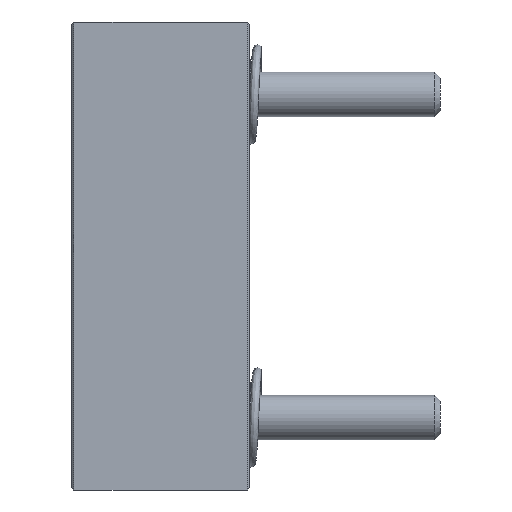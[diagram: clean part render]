
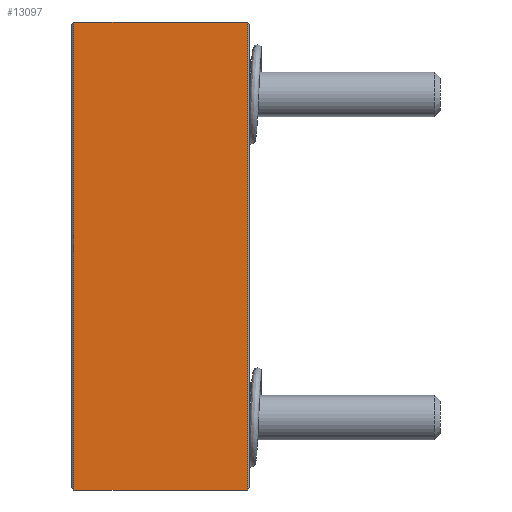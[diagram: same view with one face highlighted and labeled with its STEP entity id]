
A CAD part, left-side view. The second image highlights one B-rep face of the part: STEP entity #13097.
In plain terms, the highlighted planar face has unit normal (-1, 0, 0).
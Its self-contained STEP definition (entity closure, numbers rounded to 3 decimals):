
#117 = CARTESIAN_POINT ( 'NONE',  ( -11.5, 7.9, 0. ) ) ;
#1795 = CARTESIAN_POINT ( 'NONE',  ( -11.5, 0.1, 0. ) ) ;
#2208 = FACE_OUTER_BOUND ( 'NONE', #6325, .T. ) ;
#4791 = CARTESIAN_POINT ( 'NONE',  ( -11.5, 0.1, -21. ) ) ;
#6325 = EDGE_LOOP ( 'NONE', ( #13166, #34384, #26655, #15661 ) ) ;
#6373 = VERTEX_POINT ( 'NONE', #18917 ) ;
#9517 = CARTESIAN_POINT ( 'NONE',  ( -11.5, 8., -21. ) ) ;
#10901 = CARTESIAN_POINT ( 'NONE',  ( -11.5, 0.1, 0. ) ) ;
#10955 = EDGE_CURVE ( 'Defeature ausgef�hrt3_72+Defeature ausgef�hrt3_202+Defeature ausgef�hrt3_73+Defeature ausgef�hrt3_71', #6373, #40491, #37140, .T. ) ;
#11204 = CARTESIAN_POINT ( 'NONE',  ( -11.5, 8., 0. ) ) ;
#12891 = VECTOR ( 'NONE', #27007, 1000. ) ;
#13097 = ADVANCED_FACE ( 'Defeature ausgef�hrt3_72', ( #2208 ), #25443, .F. ) ;
#13166 = ORIENTED_EDGE ( 'NONE', *, *, #36207, .T. ) ;
#13175 = EDGE_CURVE ( 'Defeature ausgef�hrt3_73+Defeature ausgef�hrt3_72+Defeature ausgef�hrt3_204+Defeature ausgef�hrt3_173', #6373, #26607, #17684, .T. ) ;
#15661 = ORIENTED_EDGE ( 'NONE', *, *, #10955, .T. ) ;
#17684 = LINE ( 'NONE', #18014, #44863 ) ;
#18014 = CARTESIAN_POINT ( 'NONE',  ( -11.5, 8., 0. ) ) ;
#18182 = EDGE_CURVE ( 'Defeature ausgef�hrt3_72+Defeature ausgef�hrt3_175+Defeature ausgef�hrt3_71+Defeature ausgef�hrt3_73', #43875, #26607, #33693, .T. ) ;
#18917 = CARTESIAN_POINT ( 'NONE',  ( -11.5, 7.9, 0. ) ) ;
#21073 = VECTOR ( 'NONE', #21320, 1000. ) ;
#21320 = DIRECTION ( 'NONE',  ( 0., 0., -1. ) ) ;
#22050 = DIRECTION ( 'NONE',  ( 0., 0., -1. ) ) ;
#22293 = LINE ( 'NONE', #9517, #12891 ) ;
#23396 = CARTESIAN_POINT ( 'NONE',  ( -11.5, 7.9, -21. ) ) ;
#25443 = PLANE ( 'NONE',  #36883 ) ;
#26607 = VERTEX_POINT ( 'NONE', #10901 ) ;
#26655 = ORIENTED_EDGE ( 'NONE', *, *, #13175, .F. ) ;
#27007 = DIRECTION ( 'NONE',  ( 0., -1., 0. ) ) ;
#29156 = DIRECTION ( 'NONE',  ( 0., -1., 0. ) ) ;
#33693 = LINE ( 'NONE', #1795, #41481 ) ;
#33836 = DIRECTION ( 'NONE',  ( 0., 0., 1. ) ) ;
#34384 = ORIENTED_EDGE ( 'NONE', *, *, #18182, .T. ) ;
#35954 = DIRECTION ( 'NONE',  ( 1., 0., 0. ) ) ;
#36207 = EDGE_CURVE ( 'Defeature ausgef�hrt3_72+Defeature ausgef�hrt3_71+Defeature ausgef�hrt3_202+Defeature ausgef�hrt3_175', #40491, #43875, #22293, .T. ) ;
#36883 = AXIS2_PLACEMENT_3D ( 'NONE', #11204, #35954, #22050 ) ;
#37140 = LINE ( 'NONE', #117, #21073 ) ;
#40491 = VERTEX_POINT ( 'NONE', #23396 ) ;
#41481 = VECTOR ( 'NONE', #33836, 1000. ) ;
#43875 = VERTEX_POINT ( 'NONE', #4791 ) ;
#44863 = VECTOR ( 'NONE', #29156, 1000. ) ;
